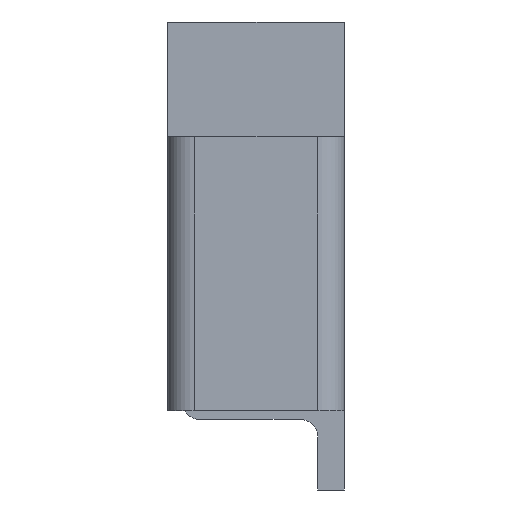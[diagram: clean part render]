
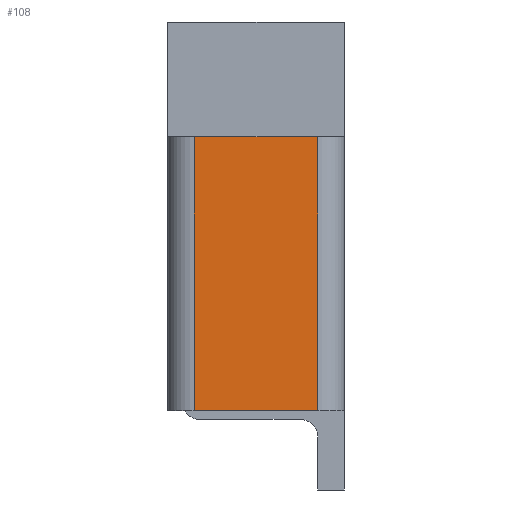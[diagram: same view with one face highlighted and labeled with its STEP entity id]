
A CAD part, left-side view. The second image highlights one B-rep face of the part: STEP entity #108.
In plain terms, the highlighted planar face has unit normal (-1, 0, 0).
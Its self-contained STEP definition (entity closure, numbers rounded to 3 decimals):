
#108=ADVANCED_FACE('',(#1372),#1373,.T.);
#1372=FACE_OUTER_BOUND('',#3794,.T.);
#1373=PLANE('',#3795);
#3794=EDGE_LOOP('',(#7038,#7039,#7040,#7041));
#3795=AXIS2_PLACEMENT_3D('',#7042,#7043,#7044);
#7038=ORIENTED_EDGE('',*,*,#17045,.T.);
#7039=ORIENTED_EDGE('',*,*,#17046,.F.);
#7040=ORIENTED_EDGE('',*,*,#16915,.T.);
#7041=ORIENTED_EDGE('',*,*,#17044,.T.);
#7042=CARTESIAN_POINT('',(-12.3,-1.0,-4.4));
#7043=DIRECTION('',(-1.0,0.0,0.0));
#7044=DIRECTION('',(0.0,0.0,1.0));
#16915=EDGE_CURVE('',#20666,#20667,#20668,.T.);
#17044=EDGE_CURVE('',#20667,#20880,#20882,.T.);
#17045=EDGE_CURVE('',#20880,#20883,#20884,.T.);
#17046=EDGE_CURVE('',#20666,#20883,#20885,.T.);
#20666=VERTEX_POINT('',#26703);
#20667=VERTEX_POINT('',#26704);
#20668=LINE('',#26705,#26706);
#20880=VERTEX_POINT('',#27041);
#20882=LINE('',#27043,#27044);
#20883=VERTEX_POINT('',#27045);
#20884=LINE('',#27046,#27047);
#20885=LINE('',#27048,#27049);
#26703=CARTESIAN_POINT('',(-12.3,0.7,-4.4));
#26704=CARTESIAN_POINT('',(-12.3,-0.7,-4.4));
#26705=CARTESIAN_POINT('',(-12.3,0.7,-4.4));
#26706=VECTOR('',#34463,1.4);
#27041=CARTESIAN_POINT('',(-12.3,-0.7,-1.3));
#27043=CARTESIAN_POINT('',(-12.3,-0.7,-4.4));
#27044=VECTOR('',#34602,3.1);
#27045=CARTESIAN_POINT('',(-12.3,0.7,-1.3));
#27046=CARTESIAN_POINT('',(-12.3,-0.7,-1.3));
#27047=VECTOR('',#34603,1.4);
#27048=CARTESIAN_POINT('',(-12.3,0.7,-4.4));
#27049=VECTOR('',#34604,3.1);
#34463=DIRECTION('',(0.0,-1.0,0.0));
#34602=DIRECTION('',(0.0,0.0,1.0));
#34603=DIRECTION('',(0.0,1.0,0.0));
#34604=DIRECTION('',(0.0,0.0,1.0));
